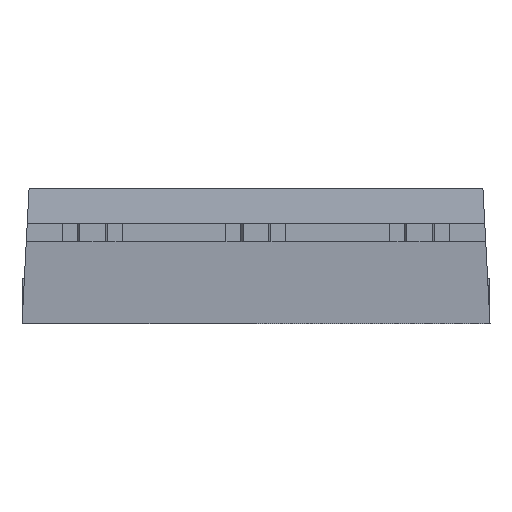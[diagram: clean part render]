
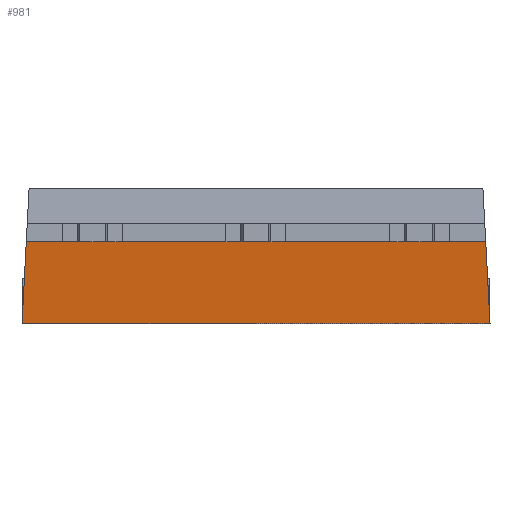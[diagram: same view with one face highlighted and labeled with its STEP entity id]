
A CAD part, front view. The second image highlights one B-rep face of the part: STEP entity #981.
In plain terms, the highlighted planar face has unit normal (0, -0.996, -0.087).
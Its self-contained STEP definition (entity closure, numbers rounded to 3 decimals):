
#55 = DIRECTION ( 'NONE',  ( 1., 0., 0. ) ) ;
#101 = FACE_OUTER_BOUND ( 'NONE', #2627, .T. ) ;
#104 = ORIENTED_EDGE ( 'NONE', *, *, #2619, .F. ) ;
#135 = ORIENTED_EDGE ( 'NONE', *, *, #250, .F. ) ;
#250 = EDGE_CURVE ( 'NONE', #713, #2420, #1535, .T. ) ;
#419 = ORIENTED_EDGE ( 'NONE', *, *, #2991, .F. ) ;
#420 = DIRECTION ( 'NONE',  ( -1., 0., 0. ) ) ;
#595 = ORIENTED_EDGE ( 'NONE', *, *, #2250, .F. ) ;
#602 = VECTOR ( 'NONE', #2269, 1000. ) ;
#626 = CARTESIAN_POINT ( 'NONE',  ( 7.551, 2.922, 2.505 ) ) ;
#694 = CARTESIAN_POINT ( 'NONE',  ( 0., 3.338, -2.25 ) ) ;
#713 = VERTEX_POINT ( 'NONE', #2837 ) ;
#981 = ADVANCED_FACE ( 'NONE', ( #101 ), #1127, .F. ) ;
#1041 = LINE ( 'NONE', #1245, #602 ) ;
#1127 = PLANE ( 'NONE',  #2357 ) ;
#1173 = VECTOR ( 'NONE', #2499, 1000. ) ;
#1245 = CARTESIAN_POINT ( 'NONE',  ( -7.551, 2.922, 2.505 ) ) ;
#1260 = VERTEX_POINT ( 'NONE', #2757 ) ;
#1483 = DIRECTION ( 'NONE',  ( 0., 0.996, 0.087 ) ) ;
#1535 = LINE ( 'NONE', #626, #1707 ) ;
#1707 = VECTOR ( 'NONE', #2734, 1000. ) ;
#1745 = CARTESIAN_POINT ( 'NONE',  ( 7.8, 3.338, -2.25 ) ) ;
#1933 = VERTEX_POINT ( 'NONE', #2165 ) ;
#2018 = VECTOR ( 'NONE', #420, 1000. ) ;
#2165 = CARTESIAN_POINT ( 'NONE',  ( -7.8, 3.338, -2.25 ) ) ;
#2250 = EDGE_CURVE ( 'NONE', #1260, #713, #2450, .T. ) ;
#2269 = DIRECTION ( 'NONE',  ( 0.052, -0.087, 0.995 ) ) ;
#2290 = LINE ( 'NONE', #694, #2018 ) ;
#2357 = AXIS2_PLACEMENT_3D ( 'NONE', #2680, #1483, #55 ) ;
#2420 = VERTEX_POINT ( 'NONE', #1745 ) ;
#2450 = LINE ( 'NONE', #2705, #1173 ) ;
#2499 = DIRECTION ( 'NONE',  ( 1., 0., 0. ) ) ;
#2619 = EDGE_CURVE ( 'NONE', #1933, #1260, #1041, .T. ) ;
#2627 = EDGE_LOOP ( 'NONE', ( #104, #419, #135, #595 ) ) ;
#2680 = CARTESIAN_POINT ( 'NONE',  ( 0., 3.1, 0.475 ) ) ;
#2705 = CARTESIAN_POINT ( 'NONE',  ( 0., 3.1, 0.475 ) ) ;
#2734 = DIRECTION ( 'NONE',  ( 0.052, 0.087, -0.995 ) ) ;
#2757 = CARTESIAN_POINT ( 'NONE',  ( -7.657, 3.1, 0.475 ) ) ;
#2837 = CARTESIAN_POINT ( 'NONE',  ( 7.657, 3.1, 0.475 ) ) ;
#2991 = EDGE_CURVE ( 'NONE', #2420, #1933, #2290, .T. ) ;
